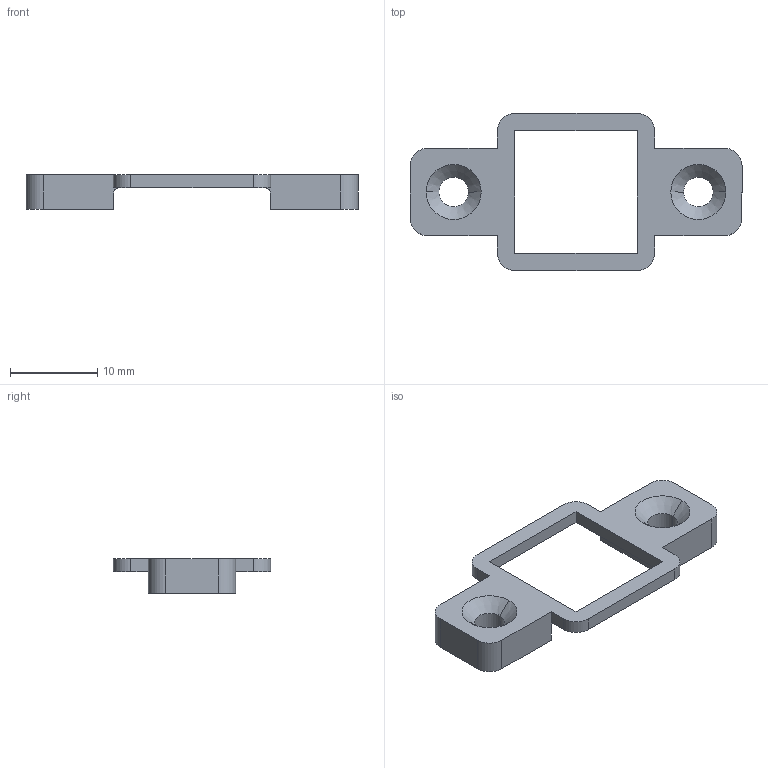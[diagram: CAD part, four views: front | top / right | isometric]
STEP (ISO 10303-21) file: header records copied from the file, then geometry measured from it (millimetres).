
FILE_DESCRIPTION (( 'STEP AP214' ), '1' );
FILE_NAME ('v13 Power Button Bracket.STEP', '2021-07-18T17:29:53', ( '' ), ( '' ), 'SwSTEP 2.0', 'SolidWorks 2021', '' );
FILE_SCHEMA (( 'AUTOMOTIVE_DESIGN' ));
Length unit declared in the file: millimetre
Products named in the file (1): v13 Power Button Bracket
Bounding box: 38 x 18 x 4 mm (x, y, z)
Volume: 874.1 mm3; surface area: 1105.9 mm2
Topology: 1 solids, 1 shells, 40 faces, 110 edges, 72 vertices
Faces by surface type: plane 22, cylinder 14, cone 4
Entity records: 1320 total; most frequent: DIRECTION 224, CARTESIAN_POINT 223, ORIENTED_EDGE 220, EDGE_CURVE 110, LINE 78, VECTOR 78, AXIS2_PLACEMENT_3D 73, VERTEX_POINT 72
